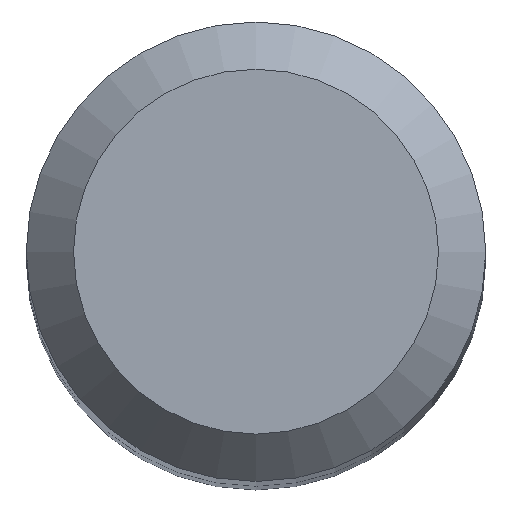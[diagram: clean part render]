
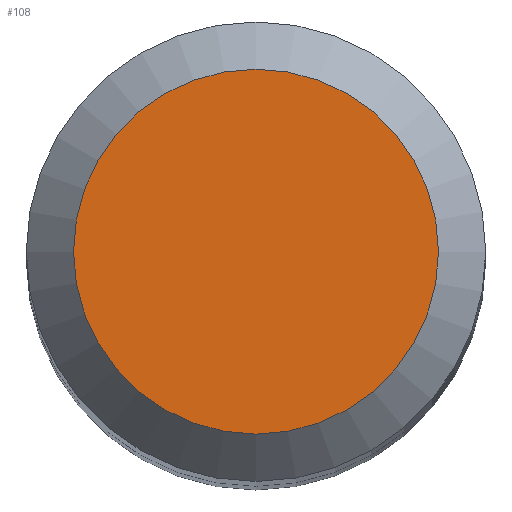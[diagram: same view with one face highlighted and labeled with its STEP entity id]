
A CAD part, top view. The second image highlights one B-rep face of the part: STEP entity #108.
In plain terms, the highlighted planar face has unit normal (0, 0, 1).
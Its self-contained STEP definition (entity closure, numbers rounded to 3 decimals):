
#1 = FACE_OUTER_BOUND ( 'NONE', #152, .T. ) ;
#16 = ORIENTED_EDGE ( 'NONE', *, *, #137, .F. ) ;
#18 = CARTESIAN_POINT ( 'NONE',  ( 0., 0., 74. ) ) ;
#37 = CARTESIAN_POINT ( 'NONE',  ( 0., 0., 74. ) ) ;
#42 = AXIS2_PLACEMENT_3D ( 'NONE', #18, #51, #113 ) ;
#51 = DIRECTION ( 'NONE',  ( 0., 0., -1. ) ) ;
#55 = CIRCLE ( 'NONE', #170, 2.7 ) ;
#86 = VERTEX_POINT ( 'NONE', #107 ) ;
#96 = DIRECTION ( 'NONE',  ( 0., 0., -1. ) ) ;
#99 = DIRECTION ( 'NONE',  ( 0., 1., 0. ) ) ;
#107 = CARTESIAN_POINT ( 'NONE',  ( 0., 2.7, 74. ) ) ;
#108 = ADVANCED_FACE ( 'NONE', ( #1 ), #156, .F. ) ;
#113 = DIRECTION ( 'NONE',  ( 0., 1., 0. ) ) ;
#137 = EDGE_CURVE ( 'NONE', #86, #86, #55, .T. ) ;
#152 = EDGE_LOOP ( 'NONE', ( #16 ) ) ;
#156 = PLANE ( 'NONE',  #42 ) ;
#170 = AXIS2_PLACEMENT_3D ( 'NONE', #37, #96, #99 ) ;
